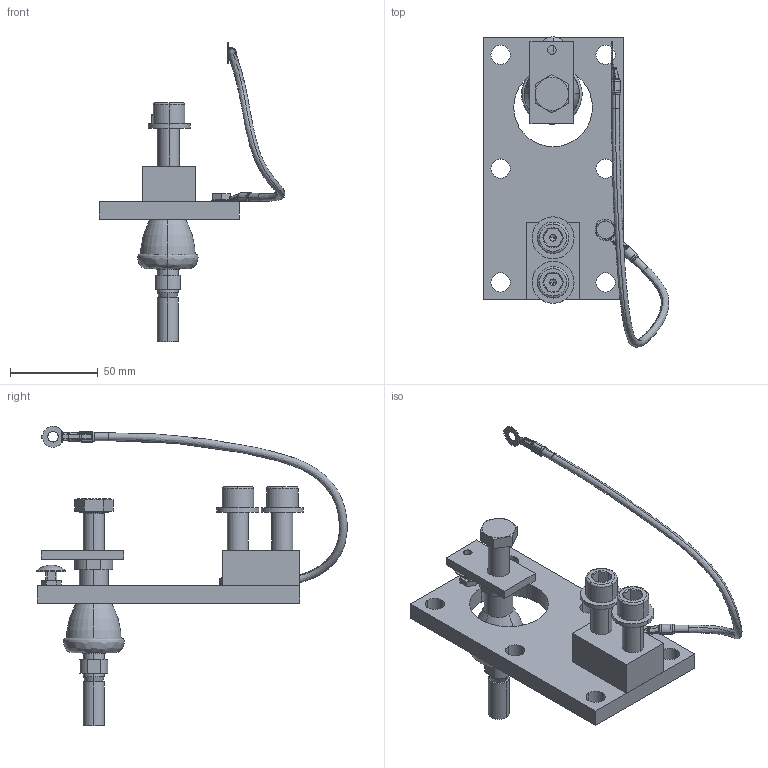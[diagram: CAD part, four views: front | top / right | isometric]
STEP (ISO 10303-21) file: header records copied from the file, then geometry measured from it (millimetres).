
FILE_DESCRIPTION (( 'STEP AP214' ), '1' );
FILE_NAME ('TFAST.STEP', '2024-11-05T14:21:01', ( '' ), ( '' ), 'SwSTEP 2.0', 'SolidWorks 2021', '' );
FILE_SCHEMA (( 'AUTOMOTIVE_DESIGN' ));
Length unit declared in the file: inch
Products named in the file (1): TFAST
Bounding box: 106.17 x 177.33 x 171 mm (x, y, z)
Volume: 179096.9 mm3; surface area: 67069.6 mm2
Topology: 21 solids, 21 shells, 555 faces, 1377 edges, 871 vertices
Faces by surface type: cylinder 189, plane 176, bspline 84, cone 68, torus 36, sphere 2
Entity records: 32556 total; most frequent: CARTESIAN_POINT 19576, ORIENTED_EDGE 2720, DIRECTION 2483, EDGE_CURVE 1360, AXIS2_PLACEMENT_3D 985, VERTEX_POINT 871, EDGE_LOOP 621, FACE_OUTER_BOUND 555
